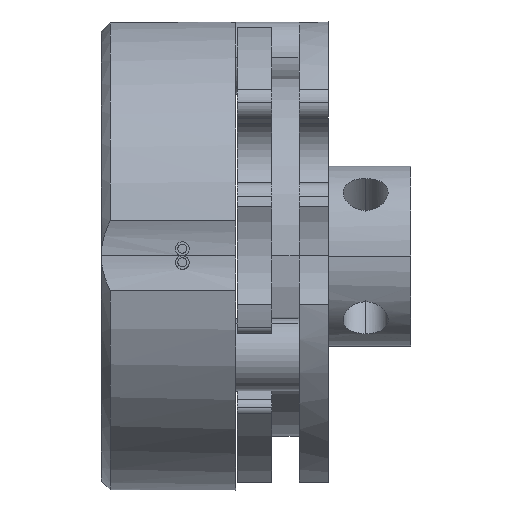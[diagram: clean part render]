
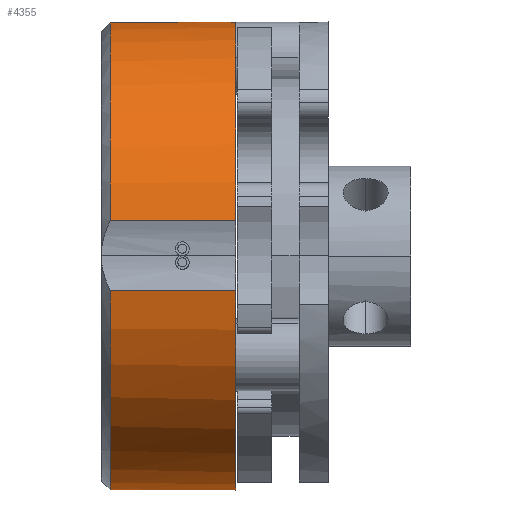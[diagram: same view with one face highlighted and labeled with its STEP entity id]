
A CAD part, top view. The second image highlights one B-rep face of the part: STEP entity #4355.
In plain terms, the highlighted cylindrical face has radius 13 mm (diameter 26 mm), a partial arc.
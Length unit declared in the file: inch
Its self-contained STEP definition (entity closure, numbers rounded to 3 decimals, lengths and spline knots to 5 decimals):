
#155 = ORIENTED_EDGE ( 'NONE', *, *, #4739, .F. ) ;
#156 = CARTESIAN_POINT ( 'NONE',  ( 0.01969, 0., 0. ) ) ;
#258 = DIRECTION ( 'NONE',  ( 0., 0., 1. ) ) ;
#580 = DIRECTION ( 'NONE',  ( 0., 0., 1. ) ) ;
#777 = EDGE_CURVE ( 'NONE', #6045, #5563, #6552, .T. ) ;
#871 = CARTESIAN_POINT ( 'NONE',  ( 0.29331, 0.07645, 0.50607 ) ) ;
#1048 = DIRECTION ( 'NONE',  ( -1., 0., 0. ) ) ;
#1058 = ORIENTED_EDGE ( 'NONE', *, *, #2424, .F. ) ;
#1080 = LINE ( 'NONE', #5792, #3600 ) ;
#1495 = ORIENTED_EDGE ( 'NONE', *, *, #5755, .T. ) ;
#1616 = EDGE_LOOP ( 'NONE', ( #155, #1495, #6167, #6220, #1058 ) ) ;
#1634 = CARTESIAN_POINT ( 'NONE',  ( 0.01969, 0.07645, 0.50607 ) ) ;
#2402 = EDGE_CURVE ( 'NONE', #5563, #3570, #1080, .T. ) ;
#2424 = EDGE_CURVE ( 'NONE', #4468, #3570, #2630, .T. ) ;
#2630 = CIRCLE ( 'NONE', #6297, 0.51181 ) ;
#2664 = FACE_OUTER_BOUND ( 'NONE', #1616, .T. ) ;
#2944 = CARTESIAN_POINT ( 'NONE',  ( 0.29331, -0.07645, 0.50607 ) ) ;
#2977 = DIRECTION ( 'NONE',  ( -1., 0., 0. ) ) ;
#3109 = DIRECTION ( 'NONE',  ( -1., 0., 0. ) ) ;
#3212 = CARTESIAN_POINT ( 'NONE',  ( 0.01969, 0., 0. ) ) ;
#3261 = VERTEX_POINT ( 'NONE', #1634 ) ;
#3525 = AXIS2_PLACEMENT_3D ( 'NONE', #156, #4919, #258 ) ;
#3570 = VERTEX_POINT ( 'NONE', #4671 ) ;
#3600 = VECTOR ( 'NONE', #3109, 39.37008 ) ;
#3695 = DIRECTION ( 'NONE',  ( 0., 0., 1. ) ) ;
#3930 = CARTESIAN_POINT ( 'NONE',  ( 0.29331, 0., 0. ) ) ;
#4355 = ADVANCED_FACE ( 'NONE', ( #2664 ), #4761, .T. ) ;
#4468 = VERTEX_POINT ( 'NONE', #5370 ) ;
#4476 = DIRECTION ( 'NONE',  ( 0., 0., 1. ) ) ;
#4505 = CIRCLE ( 'NONE', #3525, 0.51181 ) ;
#4671 = CARTESIAN_POINT ( 'NONE',  ( 0.01969, -0.07645, 0.50607 ) ) ;
#4739 = EDGE_CURVE ( 'NONE', #3261, #4468, #4505, .T. ) ;
#4761 = CYLINDRICAL_SURFACE ( 'NONE', #6182, 0.51181 ) ;
#4919 = DIRECTION ( 'NONE',  ( -1., 0., 0. ) ) ;
#5215 = DIRECTION ( 'NONE',  ( 1., 0., 0. ) ) ;
#5289 = LINE ( 'NONE', #5759, #5466 ) ;
#5368 = AXIS2_PLACEMENT_3D ( 'NONE', #3930, #2977, #4476 ) ;
#5370 = CARTESIAN_POINT ( 'NONE',  ( 0.01969, 0., -0.51181 ) ) ;
#5466 = VECTOR ( 'NONE', #5215, 39.37008 ) ;
#5563 = VERTEX_POINT ( 'NONE', #2944 ) ;
#5643 = CARTESIAN_POINT ( 'NONE',  ( 0., 0., 0. ) ) ;
#5755 = EDGE_CURVE ( 'NONE', #3261, #6045, #5289, .T. ) ;
#5759 = CARTESIAN_POINT ( 'NONE',  ( 0.14665, 0.07645, 0.50607 ) ) ;
#5792 = CARTESIAN_POINT ( 'NONE',  ( 0.14665, -0.07645, 0.50607 ) ) ;
#6045 = VERTEX_POINT ( 'NONE', #871 ) ;
#6167 = ORIENTED_EDGE ( 'NONE', *, *, #777, .T. ) ;
#6182 = AXIS2_PLACEMENT_3D ( 'NONE', #5643, #6206, #580 ) ;
#6206 = DIRECTION ( 'NONE',  ( -1., 0., 0. ) ) ;
#6220 = ORIENTED_EDGE ( 'NONE', *, *, #2402, .T. ) ;
#6297 = AXIS2_PLACEMENT_3D ( 'NONE', #3212, #1048, #3695 ) ;
#6552 = CIRCLE ( 'NONE', #5368, 0.51181 ) ;
